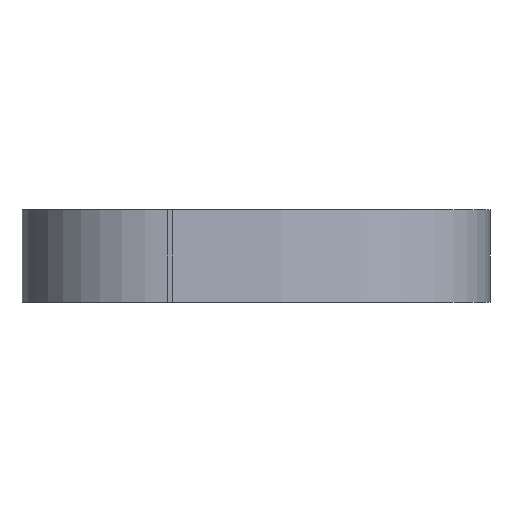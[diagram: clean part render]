
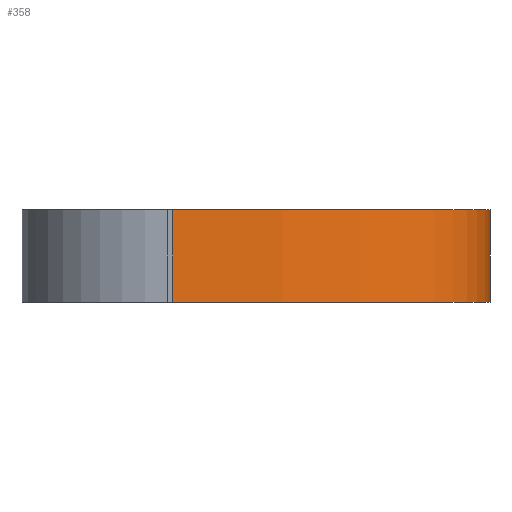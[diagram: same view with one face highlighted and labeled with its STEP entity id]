
A CAD part, left-side view. The second image highlights one B-rep face of the part: STEP entity #358.
In plain terms, the highlighted free-form (B-spline) face has degree [2, 1] with [3, 2] control points.
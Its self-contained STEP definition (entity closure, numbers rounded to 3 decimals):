
#117 = DIRECTION ( 'NONE',  ( 0., 0., -1. ) ) ;
#132 = EDGE_CURVE ( 'NONE', #1333, #1170, #658, .T. ) ;
#176 = CARTESIAN_POINT ( 'NONE',  ( 531.927, 565.445, 0. ) ) ;
#227 = CARTESIAN_POINT ( 'NONE',  ( 531.251, 585.125, 5.85 ) ) ;
#257 = CARTESIAN_POINT ( 'NONE',  ( 542.192, 565.125, 0. ) ) ;
#290 = CARTESIAN_POINT ( 'NONE',  ( 531.251, 585.125, 5.85 ) ) ;
#333 = VECTOR ( 'NONE', #117, 1000. ) ;
#351 = CARTESIAN_POINT ( 'NONE',  ( 531.251, 585.125, 5.85 ) ) ;
#358 = ADVANCED_FACE ( 'NONE', ( #719 ), #679, .F. ) ;
#442 = ORIENTED_EDGE ( 'NONE', *, *, #482, .F. ) ;
#482 = EDGE_CURVE ( 'NONE', #1120, #732, #1356, .T. ) ;
#492 = CARTESIAN_POINT ( 'NONE',  ( 531.927, 565.445, 0. ) ) ;
#506 = CARTESIAN_POINT ( 'NONE',  ( 542.192, 565.125, 0. ) ) ;
#542 = ORIENTED_EDGE ( 'NONE', *, *, #1112, .T. ) ;
#636 = CARTESIAN_POINT ( 'NONE',  ( 531.927, 565.445, 5.85 ) ) ;
#638 = CARTESIAN_POINT ( 'NONE',  ( 531.927, 565.445, 5.85 ) ) ;
#658 = B_SPLINE_CURVE_WITH_KNOTS ( 'NONE', 2,
 ( #1065, #492, #257 ),
 .UNSPECIFIED., .F., .F.,
 ( 3, 3 ),
 ( 0., 1. ),
 .UNSPECIFIED. ) ;
#666 = CARTESIAN_POINT ( 'NONE',  ( 542.192, 565.125, 5.85 ) ) ;
#679 = B_SPLINE_SURFACE_WITH_KNOTS ( 'NONE', 2, 1, ( 
 ( #290, #1326 ),
 ( #636, #176 ),
 ( #1217, #873 ) ),
 .UNSPECIFIED., .F., .F., .F.,
 ( 3, 3 ),
 ( 2, 2 ),
 ( 0., 1. ),
 ( 0., 1. ),
 .UNSPECIFIED. ) ;
#685 = DIRECTION ( 'NONE',  ( 0., 0., -1. ) ) ;
#719 = FACE_OUTER_BOUND ( 'NONE', #763, .T. ) ;
#732 = VERTEX_POINT ( 'NONE', #666 ) ;
#763 = EDGE_LOOP ( 'NONE', ( #1295, #1002, #442, #542 ) ) ;
#778 = EDGE_CURVE ( 'NONE', #732, #1170, #1475, .T. ) ;
#845 = CARTESIAN_POINT ( 'NONE',  ( 531.251, 585.125, 0. ) ) ;
#873 = CARTESIAN_POINT ( 'NONE',  ( 542.192, 565.125, 0. ) ) ;
#936 = CARTESIAN_POINT ( 'NONE',  ( 542.192, 565.125, 5.85 ) ) ;
#1002 = ORIENTED_EDGE ( 'NONE', *, *, #778, .F. ) ;
#1011 = CARTESIAN_POINT ( 'NONE',  ( 531.251, 585.125, 5.85 ) ) ;
#1065 = CARTESIAN_POINT ( 'NONE',  ( 531.251, 585.125, 0. ) ) ;
#1112 = EDGE_CURVE ( 'NONE', #1120, #1333, #1282, .T. ) ;
#1120 = VERTEX_POINT ( 'NONE', #351 ) ;
#1170 = VERTEX_POINT ( 'NONE', #506 ) ;
#1217 = CARTESIAN_POINT ( 'NONE',  ( 542.192, 565.125, 5.85 ) ) ;
#1282 = LINE ( 'NONE', #227, #1459 ) ;
#1295 = ORIENTED_EDGE ( 'NONE', *, *, #132, .T. ) ;
#1326 = CARTESIAN_POINT ( 'NONE',  ( 531.251, 585.125, 0. ) ) ;
#1333 = VERTEX_POINT ( 'NONE', #845 ) ;
#1356 = B_SPLINE_CURVE_WITH_KNOTS ( 'NONE', 2,
 ( #1011, #638, #1439 ),
 .UNSPECIFIED., .F., .F.,
 ( 3, 3 ),
 ( 0., 1. ),
 .UNSPECIFIED. ) ;
#1439 = CARTESIAN_POINT ( 'NONE',  ( 542.192, 565.125, 5.85 ) ) ;
#1459 = VECTOR ( 'NONE', #685, 1000. ) ;
#1475 = LINE ( 'NONE', #936, #333 ) ;
